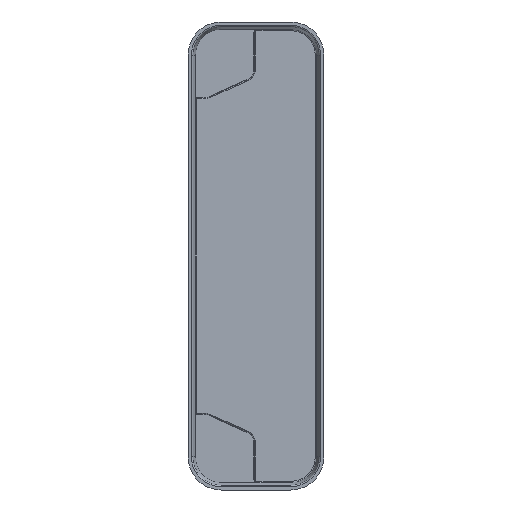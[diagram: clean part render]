
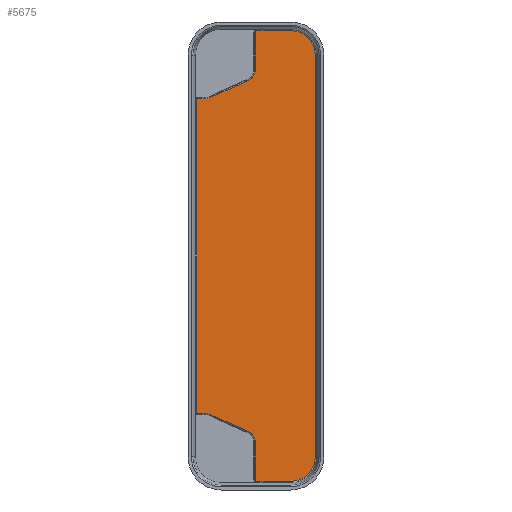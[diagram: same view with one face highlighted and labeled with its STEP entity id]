
A CAD part, front view. The second image highlights one B-rep face of the part: STEP entity #5675.
In plain terms, the highlighted planar face has unit normal (0, -1, 0).
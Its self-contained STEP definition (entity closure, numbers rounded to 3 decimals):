
#1565=DIRECTION('',(0.,0.,1.));
#1566=VECTOR('',#1565,278.);
#1567=CARTESIAN_POINT('',(41.,7.,-139.));
#1568=LINE('',#1567,#1566);
#1578=CARTESIAN_POINT('',(5.7,7.,-153.851));
#1579=DIRECTION('',(0.,-1.,0.));
#1580=DIRECTION('',(-1.,0.,0.));
#1581=AXIS2_PLACEMENT_3D('',#1578,#1579,#1580);
#1583=DIRECTION('',(0.,0.,-1.));
#1584=VECTOR('',#1583,25.184);
#1585=CARTESIAN_POINT('',(-0.5,7.,-128.667));
#1586=LINE('',#1585,#1584);
#1587=CARTESIAN_POINT('',(-8.3,7.,-128.667));
#1588=DIRECTION('',(0.,1.,0.));
#1589=DIRECTION('',(0.407,0.,0.914));
#1590=AXIS2_PLACEMENT_3D('',#1587,#1588,#1589);
#1592=DIRECTION('',(0.914,0.,-0.407));
#1593=VECTOR('',#1592,29.518);
#1594=CARTESIAN_POINT('',(-32.094,7.,-109.535));
#1595=LINE('',#1594,#1593);
#1596=CARTESIAN_POINT('',(-35.958,7.,-118.214));
#1597=DIRECTION('',(0.,1.,0.));
#1598=DIRECTION('',(0.,0.,1.));
#1599=AXIS2_PLACEMENT_3D('',#1596,#1597,#1598);
#1601=DIRECTION('',(1.,0.,0.));
#1602=VECTOR('',#1601,5.042);
#1603=CARTESIAN_POINT('',(-41.,7.,-108.714));
#1604=LINE('',#1603,#1602);
#1605=DIRECTION('',(-1.,0.,0.));
#1606=VECTOR('',#1605,5.042);
#1607=CARTESIAN_POINT('',(-35.958,7.,108.714));
#1608=LINE('',#1607,#1606);
#1609=CARTESIAN_POINT('',(-35.958,7.,118.214));
#1610=DIRECTION('',(0.,1.,0.));
#1611=DIRECTION('',(0.407,0.,-0.914));
#1612=AXIS2_PLACEMENT_3D('',#1609,#1610,#1611);
#1614=DIRECTION('',(-0.914,0.,-0.407));
#1615=VECTOR('',#1614,29.518);
#1616=CARTESIAN_POINT('',(-5.127,7.,121.541));
#1617=LINE('',#1616,#1615);
#1618=CARTESIAN_POINT('',(-8.3,7.,128.667));
#1619=DIRECTION('',(0.,1.,0.));
#1620=DIRECTION('',(1.,0.,0.));
#1621=AXIS2_PLACEMENT_3D('',#1618,#1619,#1620);
#1623=DIRECTION('',(0.,0.,-1.));
#1624=VECTOR('',#1623,25.184);
#1625=CARTESIAN_POINT('',(-0.5,7.,153.851));
#1626=LINE('',#1625,#1624);
#1627=CARTESIAN_POINT('',(5.7,7.,153.851));
#1628=DIRECTION('',(0.,-1.,0.));
#1629=DIRECTION('',(-0.938,0.,0.347));
#1630=AXIS2_PLACEMENT_3D('',#1627,#1628,#1629);
#1740=CARTESIAN_POINT('',(-0.116,7.,
-156.));
#1762=DIRECTION('',(-1.,0.,0.));
#1763=VECTOR('',#1762,24.116);
#1764=CARTESIAN_POINT('',(24.,7.,-156.));
#1765=LINE('',#1764,#1763);
#1776=CARTESIAN_POINT('',(24.,7.,-139.));
#1777=DIRECTION('',(0.,1.,0.));
#1778=DIRECTION('',(1.,0.,0.));
#1779=AXIS2_PLACEMENT_3D('',#1776,#1777,#1778);
#1980=DIRECTION('',(1.,0.,0.));
#1981=VECTOR('',#1980,24.116);
#1982=CARTESIAN_POINT('',(-0.116,7.,
156.));
#1983=LINE('',#1982,#1981);
#1989=CARTESIAN_POINT('',(24.,7.,139.));
#1990=DIRECTION('',(0.,1.,0.));
#1991=DIRECTION('',(0.,0.,1.));
#1992=AXIS2_PLACEMENT_3D('',#1989,#1990,#1991);
#2160=DIRECTION('',(0.,0.,1.));
#2161=VECTOR('',#2160,217.428);
#2162=CARTESIAN_POINT('',(-41.,7.,-108.714));
#2163=LINE('',#2162,#2161);
#2581=CARTESIAN_POINT('',(41.,7.,-139.));
#2582=VERTEX_POINT('',#2581);
#2583=CARTESIAN_POINT('',(24.,7.,-156.));
#2584=VERTEX_POINT('',#2583);
#2593=CARTESIAN_POINT('',(24.,7.,156.));
#2594=VERTEX_POINT('',#2593);
#2595=CARTESIAN_POINT('',(41.,7.,139.));
#2596=VERTEX_POINT('',#2595);
#2792=VERTEX_POINT('',#1740);
#2794=CARTESIAN_POINT('',(-0.5,7.,-153.851));
#2795=VERTEX_POINT('',#2794);
#2798=CARTESIAN_POINT('',(-0.5,7.,-128.667));
#2799=VERTEX_POINT('',#2798);
#2802=CARTESIAN_POINT('',(-5.127,7.,-121.541));
#2803=VERTEX_POINT('',#2802);
#2806=CARTESIAN_POINT('',(-32.094,7.,-109.535));
#2807=VERTEX_POINT('',#2806);
#2810=CARTESIAN_POINT('',(-35.958,7.,-108.714));
#2811=VERTEX_POINT('',#2810);
#2814=CARTESIAN_POINT('',(-41.,7.,-108.714));
#2815=VERTEX_POINT('',#2814);
#2826=CARTESIAN_POINT('',(-41.,7.,108.714));
#2828=VERTEX_POINT('',#2826);
#2830=CARTESIAN_POINT('',(-35.958,7.,108.714));
#2831=VERTEX_POINT('',#2830);
#2834=CARTESIAN_POINT('',(-32.094,7.,109.535));
#2835=VERTEX_POINT('',#2834);
#2838=CARTESIAN_POINT('',(-5.127,7.,121.541));
#2839=VERTEX_POINT('',#2838);
#2842=CARTESIAN_POINT('',(-0.5,7.,128.667));
#2843=VERTEX_POINT('',#2842);
#2846=CARTESIAN_POINT('',(-0.5,7.,153.851));
#2847=VERTEX_POINT('',#2846);
#2850=CARTESIAN_POINT('',(-0.116,7.,156.));
#2851=VERTEX_POINT('',#2850);
#5633=CARTESIAN_POINT('',(31.164,7.,0.));
#5634=DIRECTION('',(0.,1.,0.));
#5635=DIRECTION('',(1.,0.,0.));
#5636=AXIS2_PLACEMENT_3D('',#5633,#5634,#5635);
#5637=PLANE('',#5636);
#5639=ORIENTED_EDGE('',*,*,#5638,.F.);
#5641=ORIENTED_EDGE('',*,*,#5640,.F.);
#5643=ORIENTED_EDGE('',*,*,#5642,.F.);
#5645=ORIENTED_EDGE('',*,*,#5644,.F.);
#5647=ORIENTED_EDGE('',*,*,#5646,.F.);
#5649=ORIENTED_EDGE('',*,*,#5648,.F.);
#5651=ORIENTED_EDGE('',*,*,#5650,.T.);
#5653=ORIENTED_EDGE('',*,*,#5652,.F.);
#5655=ORIENTED_EDGE('',*,*,#5654,.F.);
#5657=ORIENTED_EDGE('',*,*,#5656,.F.);
#5659=ORIENTED_EDGE('',*,*,#5658,.F.);
#5661=ORIENTED_EDGE('',*,*,#5660,.F.);
#5663=ORIENTED_EDGE('',*,*,#5662,.F.);
#5665=ORIENTED_EDGE('',*,*,#5664,.T.);
#5667=ORIENTED_EDGE('',*,*,#5666,.T.);
#5668=ORIENTED_EDGE('',*,*,#5623,.F.);
#5670=ORIENTED_EDGE('',*,*,#5669,.T.);
#5672=ORIENTED_EDGE('',*,*,#5671,.T.);
#5673=EDGE_LOOP('',(#5639,#5641,#5643,#5645,#5647,#5649,#5651,#5653,#5655,#5657,
#5659,#5661,#5663,#5665,#5667,#5668,#5670,#5672));
#5674=FACE_OUTER_BOUND('',#5673,.F.);
#5675=ADVANCED_FACE('',(#5674),#5637,.F.);
#1582=CIRCLE('',#1581,6.2);
#1591=CIRCLE('',#1590,7.8);
#1600=CIRCLE('',#1599,9.5);
#1613=CIRCLE('',#1612,9.5);
#1622=CIRCLE('',#1621,7.8);
#1631=CIRCLE('',#1630,6.2);
#1780=CIRCLE('',#1779,17.);
#1993=CIRCLE('',#1992,17.);
#5623=EDGE_CURVE('',#2582,#2596,#1568,.T.);
#5638=EDGE_CURVE('',#2795,#2792,#1582,.T.);
#5640=EDGE_CURVE('',#2799,#2795,#1586,.T.);
#5642=EDGE_CURVE('',#2803,#2799,#1591,.T.);
#5644=EDGE_CURVE('',#2807,#2803,#1595,.T.);
#5646=EDGE_CURVE('',#2811,#2807,#1600,.T.);
#5648=EDGE_CURVE('',#2815,#2811,#1604,.T.);
#5650=EDGE_CURVE('',#2815,#2828,#2163,.T.);
#5652=EDGE_CURVE('',#2831,#2828,#1608,.T.);
#5654=EDGE_CURVE('',#2835,#2831,#1613,.T.);
#5656=EDGE_CURVE('',#2839,#2835,#1617,.T.);
#5658=EDGE_CURVE('',#2843,#2839,#1622,.T.);
#5660=EDGE_CURVE('',#2847,#2843,#1626,.T.);
#5662=EDGE_CURVE('',#2851,#2847,#1631,.T.);
#5664=EDGE_CURVE('',#2851,#2594,#1983,.T.);
#5666=EDGE_CURVE('',#2594,#2596,#1993,.T.);
#5669=EDGE_CURVE('',#2582,#2584,#1780,.T.);
#5671=EDGE_CURVE('',#2584,#2792,#1765,.T.);
